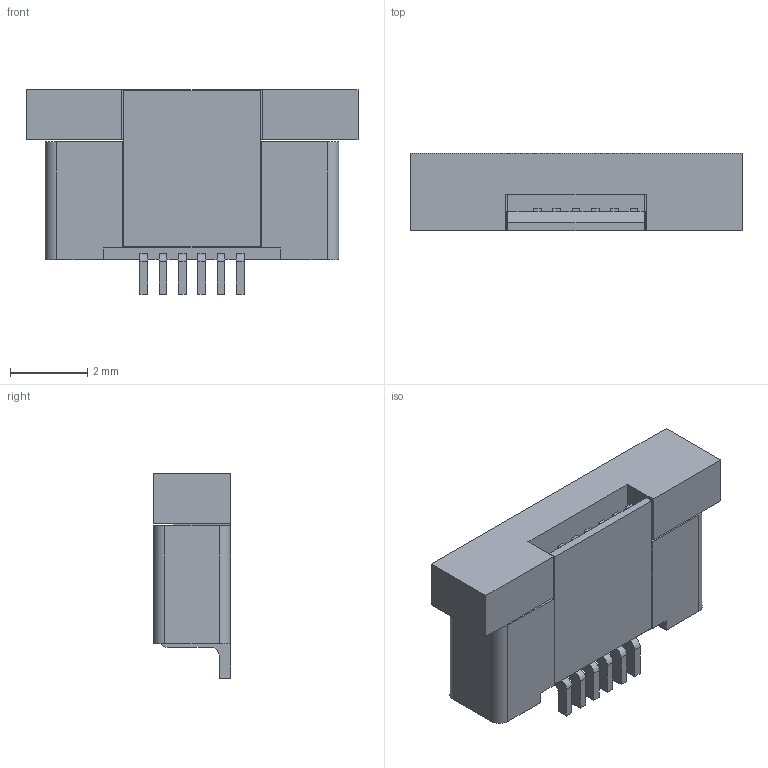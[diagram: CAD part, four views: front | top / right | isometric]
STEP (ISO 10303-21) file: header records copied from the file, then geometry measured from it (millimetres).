
FILE_DESCRIPTION(('STEP AP242'),'1');
FILE_NAME('x05b20l06t.stp','2021-08-11T02:18:56',('TraceParts'),('TraceParts S.A.'),'Spatial InterOp 3D',' ',' ');
FILE_SCHEMA(('AP242_MANAGED_MODEL_BASED_3D_ENGINEERING_MIM_LF {1 0 10303 442 1 1 4}'));
Length unit declared in the file: millimetre
Products named in the file (1): x05b20l06t
Bounding box: 8.6 x 2 x 5.3 mm (x, y, z)
Volume: 66.2 mm3; surface area: 177.4 mm2
Topology: 1 solids, 1 shells, 591 faces, 1679 edges, 1110 vertices
Faces by surface type: plane 557, cylinder 34
Entity records: 18832 total; most frequent: CARTESIAN_POINT 3381, ORIENTED_EDGE 3358, DIRECTION 2931, EDGE_CURVE 1679, LINE 1611, VECTOR 1611, VERTEX_POINT 1110, AXIS2_PLACEMENT_3D 660
